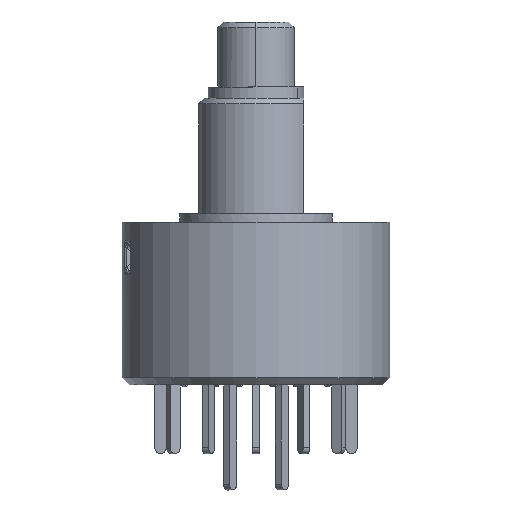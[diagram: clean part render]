
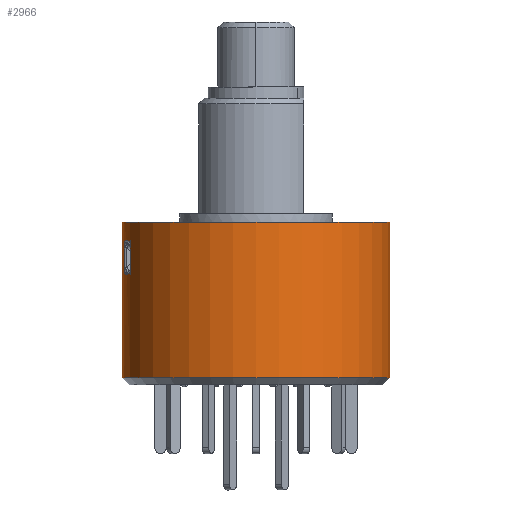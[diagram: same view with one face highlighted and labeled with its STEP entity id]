
A CAD part, left-side view. The second image highlights one B-rep face of the part: STEP entity #2966.
In plain terms, the highlighted cylindrical face has radius 7 mm (diameter 14 mm), a partial arc.
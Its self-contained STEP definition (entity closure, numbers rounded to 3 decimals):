
#164 = CARTESIAN_POINT ( 'NONE',  ( 0., -7., -8.574 ) ) ;
#465 = EDGE_CURVE ( 'NONE', #16670, #13077, #18927, .T. ) ;
#470 = CARTESIAN_POINT ( 'NONE',  ( -1.812, 6.761, -3.167 ) ) ;
#545 = EDGE_CURVE ( 'NONE', #3004, #14776, #3988, .T. ) ;
#657 = ORIENTED_EDGE ( 'NONE', *, *, #9720, .T. ) ;
#720 = DIRECTION ( 'NONE',  ( 0., 0., 1. ) ) ;
#740 = LINE ( 'NONE', #3409, #8054 ) ;
#854 = ORIENTED_EDGE ( 'NONE', *, *, #4527, .T. ) ;
#1025 = DIRECTION ( 'NONE',  ( 0., 0., -1. ) ) ;
#1036 = DIRECTION ( 'NONE',  ( 0., 0., -1. ) ) ;
#1267 = ORIENTED_EDGE ( 'NONE', *, *, #545, .T. ) ;
#1844 = CARTESIAN_POINT ( 'NONE',  ( -2.196, 6.65, -3.162 ) ) ;
#2418 = CARTESIAN_POINT ( 'NONE',  ( -1.618, 6.813, -3.167 ) ) ;
#2631 = CARTESIAN_POINT ( 'NONE',  ( -1.226, 6.892, -1.425 ) ) ;
#2756 = CARTESIAN_POINT ( 'NONE',  ( 0., 0., -0.45 ) ) ;
#2857 = CARTESIAN_POINT ( 'NONE',  ( 0., -7., -0.45 ) ) ;
#2902 = VECTOR ( 'NONE', #1036, 1000. ) ;
#2966 = ADVANCED_FACE ( 'NONE', ( #4851, #15857 ), #16547, .T. ) ;
#3004 = VERTEX_POINT ( 'NONE', #5753 ) ;
#3409 = CARTESIAN_POINT ( 'NONE',  ( 0., -7., -0.45 ) ) ;
#3482 = VECTOR ( 'NONE', #10694, 1000. ) ;
#3495 = DIRECTION ( 'NONE',  ( 0., 0., -1. ) ) ;
#3887 = VERTEX_POINT ( 'NONE', #2631 ) ;
#3918 = CARTESIAN_POINT ( 'NONE',  ( 0., 0., -0.45 ) ) ;
#3988 =( BOUNDED_CURVE ( )  B_SPLINE_CURVE ( 3, ( #15159, #1844, #13709, #7616 ),
 .UNSPECIFIED., .F., .T. ) 
 B_SPLINE_CURVE_WITH_KNOTS ( ( 4, 4 ),
 ( 6.197, 6.283 ),
 .UNSPECIFIED. ) 
 CURVE ( )  GEOMETRIC_REPRESENTATION_ITEM ( )  RATIONAL_B_SPLINE_CURVE ( ( 1., 0.999, 0.999, 1. ) ) 
 REPRESENTATION_ITEM ( '' )  );
#4058 = CARTESIAN_POINT ( 'NONE',  ( -2.007, 6.718, -1.406 ) ) ;
#4120 = CARTESIAN_POINT ( 'NONE',  ( -1.226, 6.892, -1.425 ) ) ;
#4165 = AXIS2_PLACEMENT_3D ( 'NONE', #4376, #16329, #11942 ) ;
#4376 = CARTESIAN_POINT ( 'NONE',  ( 0., 0., -8.574 ) ) ;
#4527 = EDGE_CURVE ( 'NONE', #13707, #3004, #14100, .T. ) ;
#4851 = FACE_OUTER_BOUND ( 'NONE', #12156, .T. ) ;
#5544 = CARTESIAN_POINT ( 'NONE',  ( -1.423, 6.857, -3.162 ) ) ;
#5753 = CARTESIAN_POINT ( 'NONE',  ( -2.384, 6.581, -3.152 ) ) ;
#6717 = VERTEX_POINT ( 'NONE', #2857 ) ;
#7502 = EDGE_CURVE ( 'NONE', #6717, #13077, #740, .T. ) ;
#7616 = CARTESIAN_POINT ( 'NONE',  ( -1.812, 6.761, -3.167 ) ) ;
#8027 = CARTESIAN_POINT ( 'NONE',  ( -1.226, 6.892, -3.152 ) ) ;
#8054 = VECTOR ( 'NONE', #9368, 1000. ) ;
#9368 = DIRECTION ( 'NONE',  ( 0., 0., -1. ) ) ;
#9720 = EDGE_CURVE ( 'NONE', #3887, #13707, #18700, .T. ) ;
#9743 = ORIENTED_EDGE ( 'NONE', *, *, #17583, .T. ) ;
#9785 = DIRECTION ( 'NONE',  ( 0., -1., 0. ) ) ;
#10014 = DIRECTION ( 'NONE',  ( 0., 1., 0. ) ) ;
#10151 = LINE ( 'NONE', #14566, #2902 ) ;
#10237 = ORIENTED_EDGE ( 'NONE', *, *, #7502, .F. ) ;
#10694 = DIRECTION ( 'NONE',  ( 0., 0., 1. ) ) ;
#11942 = DIRECTION ( 'NONE',  ( 0., -1., 0. ) ) ;
#12156 = EDGE_LOOP ( 'NONE', ( #10237, #12804, #9743, #14664 ) ) ;
#12253 = EDGE_CURVE ( 'NONE', #14776, #15890, #12447, .T. ) ;
#12447 =( BOUNDED_CURVE ( )  B_SPLINE_CURVE ( 3, ( #12879, #2418, #5544, #19010 ),
 .UNSPECIFIED., .F., .T. ) 
 B_SPLINE_CURVE_WITH_KNOTS ( ( 4, 4 ),
 ( 0., 0.086 ),
 .UNSPECIFIED. ) 
 CURVE ( )  GEOMETRIC_REPRESENTATION_ITEM ( )  RATIONAL_B_SPLINE_CURVE ( ( 1., 0.999, 0.999, 1. ) ) 
 REPRESENTATION_ITEM ( '' )  );
#12804 = ORIENTED_EDGE ( 'NONE', *, *, #17407, .F. ) ;
#12879 = CARTESIAN_POINT ( 'NONE',  ( -1.812, 6.761, -3.167 ) ) ;
#12945 = CARTESIAN_POINT ( 'NONE',  ( -1.62, 6.822, -1.406 ) ) ;
#12952 = ORIENTED_EDGE ( 'NONE', *, *, #12253, .T. ) ;
#13077 = VERTEX_POINT ( 'NONE', #164 ) ;
#13611 = CARTESIAN_POINT ( 'NONE',  ( 0., 7., -8.574 ) ) ;
#13648 = CARTESIAN_POINT ( 'NONE',  ( -1.226, 6.892, -0.45 ) ) ;
#13707 = VERTEX_POINT ( 'NONE', #15048 ) ;
#13709 = CARTESIAN_POINT ( 'NONE',  ( -2.005, 6.71, -3.167 ) ) ;
#14041 = CARTESIAN_POINT ( 'NONE',  ( -2.384, 6.581, -0.45 ) ) ;
#14100 = LINE ( 'NONE', #14041, #18760 ) ;
#14188 = CIRCLE ( 'NONE', #19056, 7. ) ;
#14566 = CARTESIAN_POINT ( 'NONE',  ( 0., 7., -0.45 ) ) ;
#14664 = ORIENTED_EDGE ( 'NONE', *, *, #465, .T. ) ;
#14776 = VERTEX_POINT ( 'NONE', #470 ) ;
#15048 = CARTESIAN_POINT ( 'NONE',  ( -2.384, 6.581, -1.425 ) ) ;
#15159 = CARTESIAN_POINT ( 'NONE',  ( -2.384, 6.581, -3.152 ) ) ;
#15751 = EDGE_CURVE ( 'NONE', #15890, #3887, #17542, .T. ) ;
#15857 = FACE_BOUND ( 'NONE', #19188, .T. ) ;
#15890 = VERTEX_POINT ( 'NONE', #8027 ) ;
#15969 = CARTESIAN_POINT ( 'NONE',  ( -2.384, 6.581, -1.425 ) ) ;
#16329 = DIRECTION ( 'NONE',  ( 0., 0., 1. ) ) ;
#16547 = CYLINDRICAL_SURFACE ( 'NONE', #17887, 7. ) ;
#16670 = VERTEX_POINT ( 'NONE', #13611 ) ;
#17407 = EDGE_CURVE ( 'NONE', #19141, #6717, #14188, .T. ) ;
#17542 = LINE ( 'NONE', #13648, #3482 ) ;
#17583 = EDGE_CURVE ( 'NONE', #19141, #16670, #10151, .T. ) ;
#17887 = AXIS2_PLACEMENT_3D ( 'NONE', #2756, #1025, #10014 ) ;
#18700 =( BOUNDED_CURVE ( )  B_SPLINE_CURVE ( 3, ( #4120, #12945, #4058, #15969 ),
 .UNSPECIFIED., .F., .F. ) 
 B_SPLINE_CURVE_WITH_KNOTS ( ( 4, 4 ),
 ( 3.056, 3.227 ),
 .UNSPECIFIED. ) 
 CURVE ( )  GEOMETRIC_REPRESENTATION_ITEM ( )  RATIONAL_B_SPLINE_CURVE ( ( 1., 0.998, 0.998, 1. ) ) 
 REPRESENTATION_ITEM ( '' )  );
#18760 = VECTOR ( 'NONE', #3495, 1000. ) ;
#18927 = CIRCLE ( 'NONE', #4165, 7. ) ;
#19010 = CARTESIAN_POINT ( 'NONE',  ( -1.226, 6.892, -3.152 ) ) ;
#19056 = AXIS2_PLACEMENT_3D ( 'NONE', #3918, #720, #9785 ) ;
#19141 = VERTEX_POINT ( 'NONE', #19150 ) ;
#19150 = CARTESIAN_POINT ( 'NONE',  ( 0., 7., -0.45 ) ) ;
#19158 = ORIENTED_EDGE ( 'NONE', *, *, #15751, .T. ) ;
#19188 = EDGE_LOOP ( 'NONE', ( #1267, #12952, #19158, #657, #854 ) ) ;
